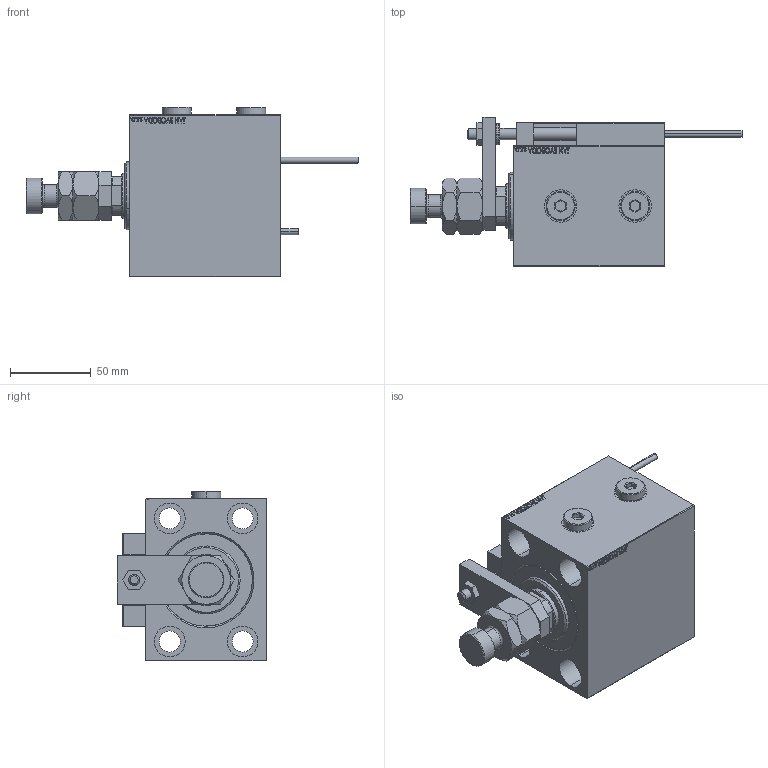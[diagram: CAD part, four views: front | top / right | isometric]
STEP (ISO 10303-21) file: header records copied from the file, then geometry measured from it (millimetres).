
FILE_DESCRIPTION (( 'STEP AP203' ), '1' );
FILE_NAME ('0768.STEP', '2024-02-12T22:32:42', ( '' ), ( '' ), 'SwSTEP 2.0', 'SolidWorks 2019', '' );
FILE_SCHEMA (( 'CONFIG_CONTROL_DESIGN' ));
Length unit declared in the file: millimetre
Products named in the file (17): Zatka_OIL_PORT d891a81e33cdae740a72469b9ca353cb; SWITCH DIM B,W d891a81e33cdae740a72469b9ca353cb; V450CM_C_VCP d891a81e33cdae740a72469b9ca353cb; SWITCH_X_FRONT_BACK d891a81e33cdae740a72469b9ca353cb; TYC_L79 d891a81e33cdae740a72469b9ca353cb; Block d891a81e33cdae740a72469b9ca353cb; ZARAZKA d891a81e33cdae740a72469b9ca353cb; X_Y_MFA d891a81e33cdae740a72469b9ca353cb; ALLEN BOLT D8 d891a81e33cdae740a72469b9ca353cb; KONCOVKA d891a81e33cdae740a72469b9ca353cb; NUT_D12 d891a81e33cdae740a72469b9ca353cb; SWITCH X d891a81e33cdae740a72469b9ca353cb; ALLEN BOLT D5 d891a81e33cdae740a72469b9ca353cb; 0768; V450CM_VC_B d891a81e33cdae740a72469b9ca353cb; V450CM_C_Body d891a81e33cdae740a72469b9ca353cb; MAGNET d891a81e33cdae740a72469b9ca353cb
Assembly tree (27 placements, depth 3):
  0768
    V450CM_C_Body d891a81e33cdae740a72469b9ca353cb
    SWITCH X d891a81e33cdae740a72469b9ca353cb
      SWITCH_X_FRONT_BACK d891a81e33cdae740a72469b9ca353cb  x2
      TYC_L79 d891a81e33cdae740a72469b9ca353cb
      Block d891a81e33cdae740a72469b9ca353cb  x2
      ALLEN BOLT D5 d891a81e33cdae740a72469b9ca353cb  x4
      ALLEN BOLT D8 d891a81e33cdae740a72469b9ca353cb  x4
      MAGNET d891a81e33cdae740a72469b9ca353cb  x2
      KONCOVKA d891a81e33cdae740a72469b9ca353cb  x2
    NUT_D12 d891a81e33cdae740a72469b9ca353cb
    SWITCH DIM B,W d891a81e33cdae740a72469b9ca353cb
    ZARAZKA d891a81e33cdae740a72469b9ca353cb
    V450CM_C_VCP d891a81e33cdae740a72469b9ca353cb
    V450CM_VC_B d891a81e33cdae740a72469b9ca353cb
    X_Y_MFA d891a81e33cdae740a72469b9ca353cb
    Zatka_OIL_PORT d891a81e33cdae740a72469b9ca353cb  x2
Bounding box: 205 x 92.5 x 104.9 mm (x, y, z)
Volume: 692846.1 mm3; surface area: 131346.8 mm2
Topology: 26 solids, 26 shells, 1389 faces, 3292 edges, 2093 vertices
Faces by surface type: plane 611, bspline 380, cylinder 208, cone 138, torus 48, sphere 4
Entity records: 53101 total; most frequent: CARTESIAN_POINT 26763, ORIENTED_EDGE 5524, DIRECTION 3844, EDGE_CURVE 2762, VERTEX_POINT 1793, VECTOR 1552, LINE 1552, EDGE_LOOP 1291
